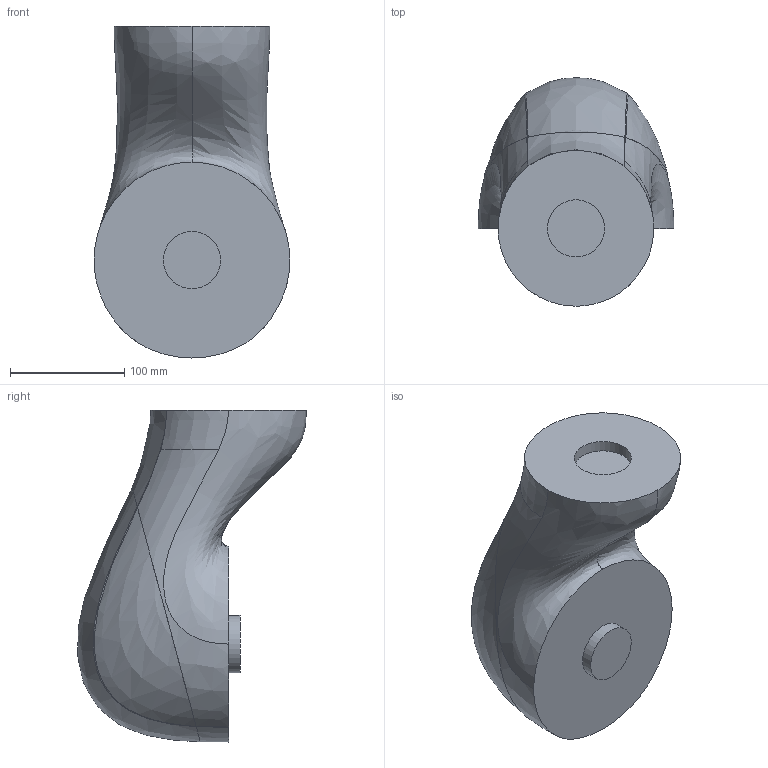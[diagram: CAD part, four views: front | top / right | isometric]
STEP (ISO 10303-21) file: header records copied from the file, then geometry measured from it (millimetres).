
FILE_DESCRIPTION (( 'STEP AP203' ), '1' );
FILE_NAME ('link2_Default_sldprt.STEP', '2025-01-17T10:21:53', ( '' ), ( '' ), 'SwSTEP 2.0', 'SolidWorks 2022', '' );
FILE_SCHEMA (( 'CONFIG_CONTROL_DESIGN' ));
Length unit declared in the file: millimetre
Products named in the file (1): link2_Default_sldprt
Bounding box: 170.99 x 199.91 x 290 mm (x, y, z)
Volume: 3947707.2 mm3; surface area: 155947.6 mm2
Topology: 1 solids, 1 shells, 27 faces, 65 edges, 42 vertices
Faces by surface type: bspline 19, plane 6, cylinder 2
Full cylindrical faces by diameter (mm): 50 x2
Entity records: 7122 total; most frequent: CARTESIAN_POINT 6600, ORIENTED_EDGE 126, EDGE_CURVE 63, B_SPLINE_CURVE_WITH_KNOTS 59, VERTEX_POINT 42, EDGE_LOOP 31, FACE_OUTER_BOUND 29, ADVANCED_FACE 27
